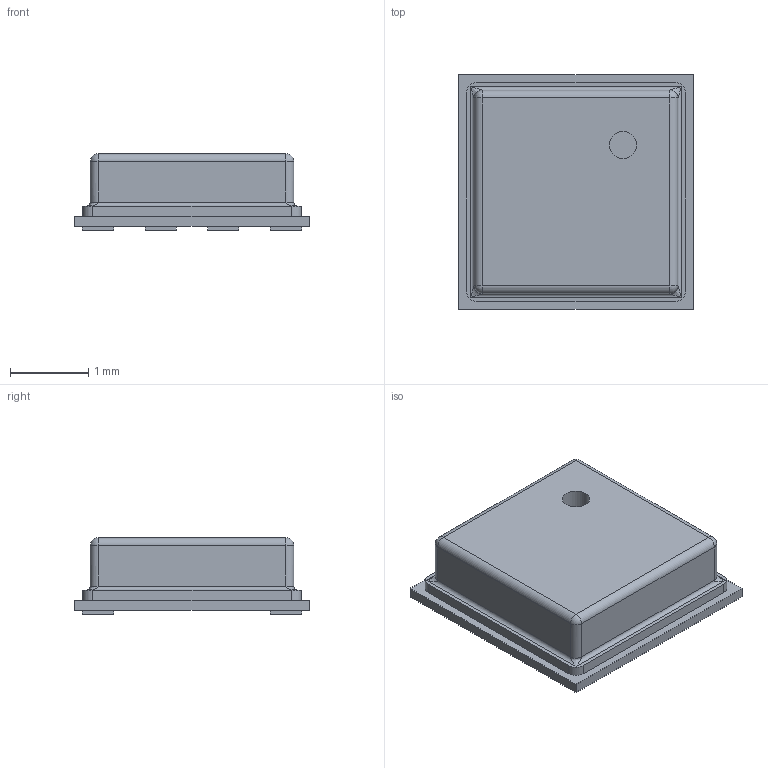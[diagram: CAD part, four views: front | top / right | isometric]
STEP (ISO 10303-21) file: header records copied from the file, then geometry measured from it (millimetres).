
FILE_DESCRIPTION(('FreeCAD Model'),'2;1');
FILE_NAME('BME680.step', '2019-11-14T22:33:46',('Author'),(''), 'Open CASCADE STEP processor 7.3','FreeCAD','Unknown');
FILE_SCHEMA(('AUTOMOTIVE_DESIGN { 1 0 10303 214 1 1 1 1 }'));
Length unit declared in the file: millimetre
Products named in the file (1): Body
Bounding box: 3 x 3 x 0.98 mm (x, y, z)
Volume: 6.7 mm3; surface area: 28.4 mm2
Topology: 1 solids, 1 shells, 82 faces, 191 edges, 114 vertices
Faces by surface type: plane 57, cylinder 17, bspline 4, sphere 4
Full cylindrical faces by diameter (mm): 0.35 x1
Entity records: 5838 total; most frequent: CARTESIAN_POINT 1492, DIRECTION 698, LINE 489, VECTOR 489, ORIENTED_EDGE 366, PCURVE 366, DEFINITIONAL_REPRESENTATION 366, EDGE_CURVE 183
